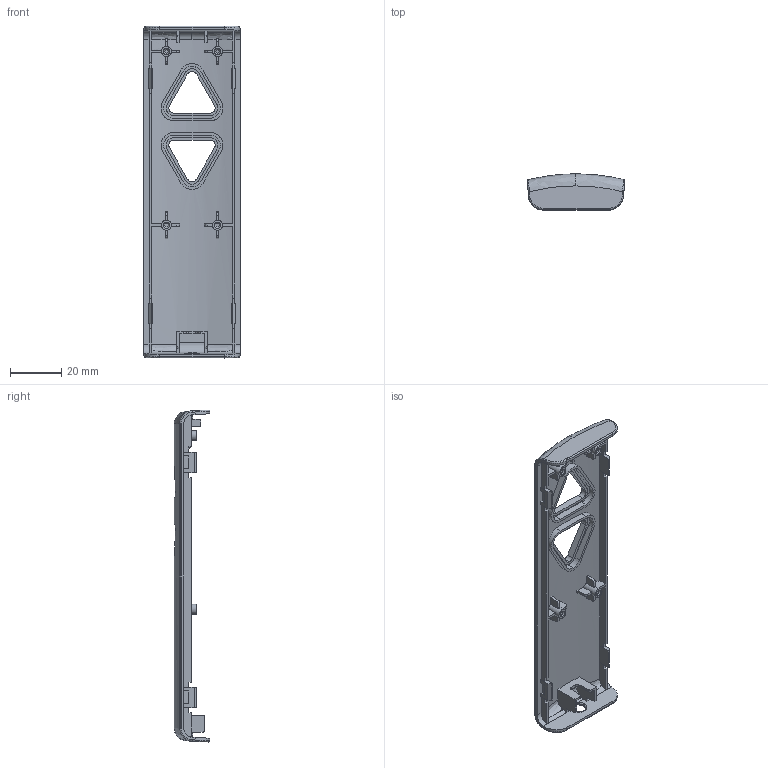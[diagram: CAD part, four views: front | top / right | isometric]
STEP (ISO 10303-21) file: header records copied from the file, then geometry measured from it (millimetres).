
FILE_DESCRIPTION (( 'STEP AP203' ), '1' );
FILE_NAME ('MS001-B.05.017SL.1.1 盄諷忒梟俋褲2.step', '2021-08-27T10:52:42', ( 'Windows User' ), ( 'P R C' ), 'SwSTEP 2.0', 'SolidWorks 2016', '' );
FILE_SCHEMA (( 'CONFIG_CONTROL_DESIGN' ));
Length unit declared in the file: millimetre
Products named in the file (1): MS001-B.05.017SL.1.1 盄諷忒梟俋褲2
Bounding box: 37.96 x 14 x 129.95 mm (x, y, z)
Volume: 11950.5 mm3; surface area: 15064.4 mm2
Topology: 1 solids, 1 shells, 344 faces, 962 edges, 628 vertices
Faces by surface type: plane 209, cylinder 97, bspline 30, cone 8
Entity records: 13020 total; most frequent: CARTESIAN_POINT 4503, ORIENTED_EDGE 1924, DIRECTION 1566, EDGE_CURVE 962, VERTEX_POINT 628, VECTOR 590, LINE 590, AXIS2_PLACEMENT_3D 488
